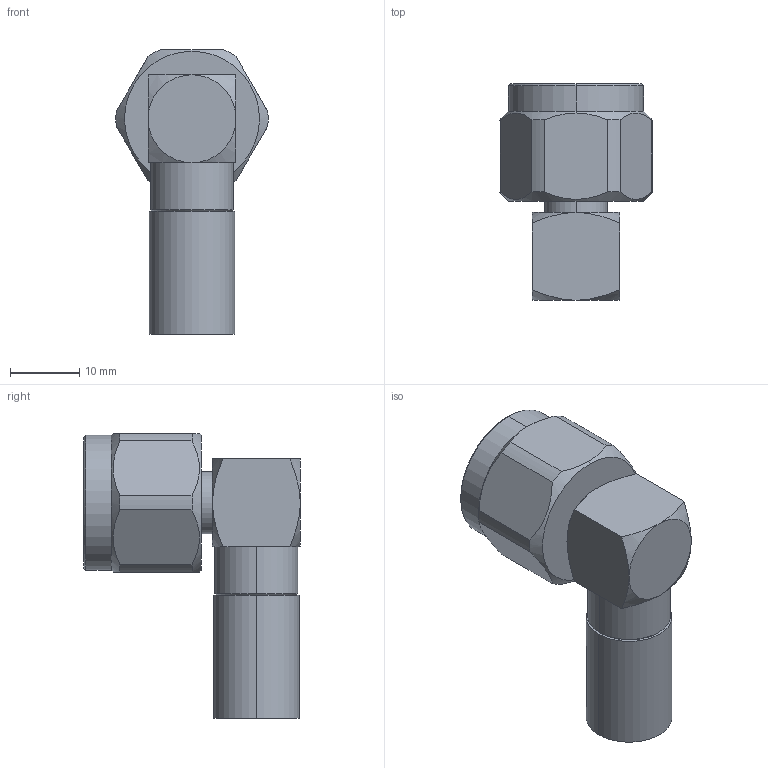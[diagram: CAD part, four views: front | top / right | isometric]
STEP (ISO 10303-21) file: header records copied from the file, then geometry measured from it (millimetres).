
FILE_DESCRIPTION (( 'STEP AP203' ), '1' );
FILE_NAME ('3190-1668(TC-400-NMH-RA-SS).STEP', '2020-09-08T02:43:23', ( '' ), ( '' ), 'SwSTEP 2.0', 'SolidWorks 2017', '' );
FILE_SCHEMA (( 'CONFIG_CONTROL_DESIGN' ));
Length unit declared in the file: millimetre
Products named in the file (1): 3190-1668(TC-400-NMH-RA-SS)
Bounding box: 21.99 x 31.3 x 41.15 mm (x, y, z)
Volume: 7543.8 mm3; surface area: 5780.9 mm2
Topology: 1 solids, 3 shells, 145 faces, 330 edges, 208 vertices
Faces by surface type: cylinder 63, plane 48, cone 32, bspline 2
Entity records: 4947 total; most frequent: CARTESIAN_POINT 1624, DIRECTION 700, ORIENTED_EDGE 660, EDGE_CURVE 330, AXIS2_PLACEMENT_3D 287, VERTEX_POINT 208, EDGE_LOOP 162, FACE_OUTER_BOUND 145
